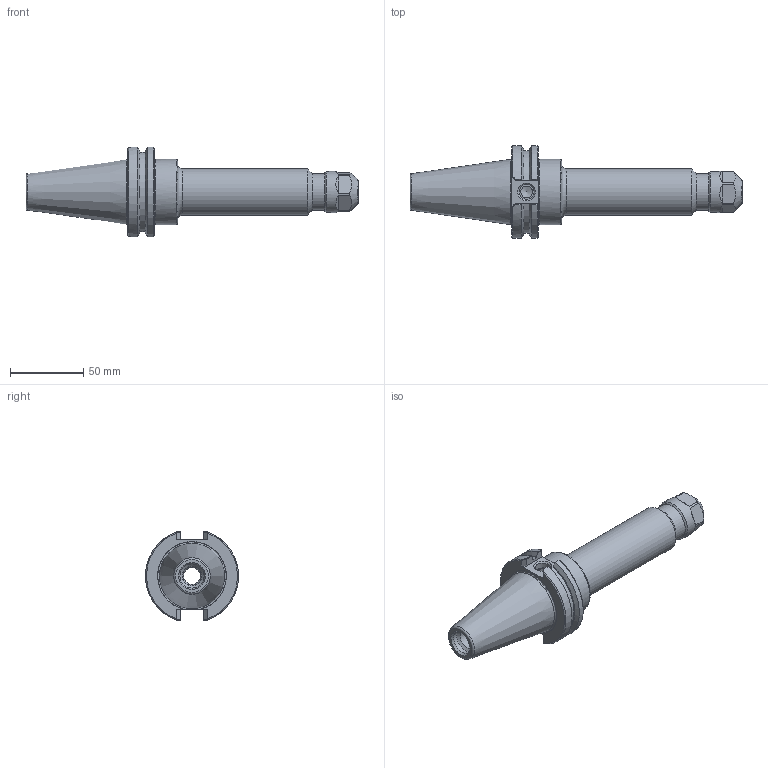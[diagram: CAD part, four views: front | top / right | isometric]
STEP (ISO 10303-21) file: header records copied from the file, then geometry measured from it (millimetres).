
FILE_DESCRIPTION(/* description */ (''),/* implementation_level */ '2;1');
FILE_NAME(/* name */ 'C40F-16ERC622.stp',/* time_stamp */ '2020-11-24T13:22:17-05:00',/* author */ ('dalloco'),/* organization */ (''),/* preprocessor_version */ 'ST-DEVELOPER v16.13',/* originating_system */ 'Autodesk Inventor 2018',/* authorisation */ '');
FILE_SCHEMA (('AUTOMOTIVE_DESIGN { 1 0 10303 214 3 1 1 }'));
Length unit declared in the file: inch
Products named in the file (3): C40F-16ERC622; C40F-20ER6-1; 16ERHCN
Assembly tree (2 placements, depth 2):
  C40F-16ERC622
    C40F-20ER6-1
    16ERHCN
Bounding box: 226.25 x 63.28 x 61.11 mm (x, y, z)
Volume: 195164.3 mm3; surface area: 41412.8 mm2
Topology: 2 solids, 2 shells, 112 faces, 290 edges, 187 vertices
Faces by surface type: plane 50, cone 25, cylinder 21, torus 12, bspline 4
Full cylindrical faces by diameter (mm): 8 x1, 10.135 x1, 11.5 x1, 12.751 x1, 13.386 x1, 14.478 x1, 16.459 x1, 16.8 x1, 20.5 x1, 23 x1, 25 x1, 28 x1, 31.75 x1, 44.45 x1
Entity records: 3887 total; most frequent: CARTESIAN_POINT 1142, DIRECTION 562, ORIENTED_EDGE 486, EDGE_CURVE 243, AXIS2_PLACEMENT_3D 236, VERTEX_POINT 176, EDGE_LOOP 157, FACE_OUTER_BOUND 112
